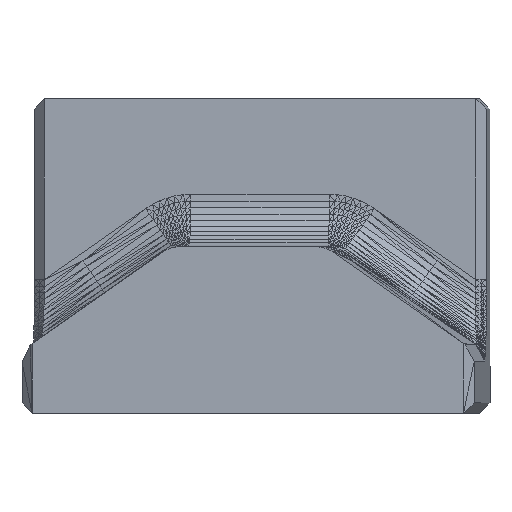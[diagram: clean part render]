
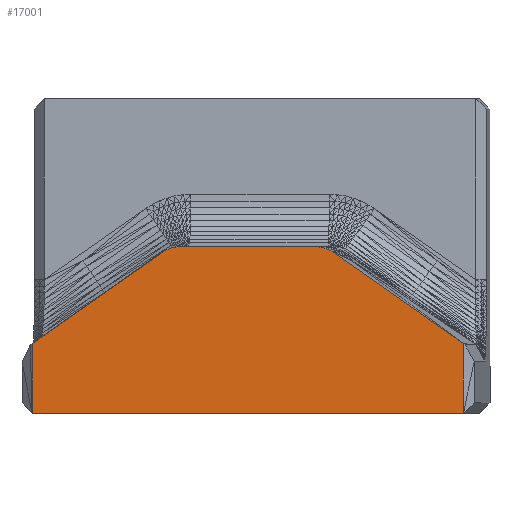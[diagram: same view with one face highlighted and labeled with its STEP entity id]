
A CAD part, left-side view. The second image highlights one B-rep face of the part: STEP entity #17001.
In plain terms, the highlighted planar face has unit normal (-0.999, 0.036, 0).
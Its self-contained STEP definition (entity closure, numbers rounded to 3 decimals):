
#32=FACE_OUTER_BOUND('',#1485,.T.);
#1485=EDGE_LOOP('',(#10865,#10866,#10867,#10868,#10869,#10870,#10871,#10872,
#10873,#10874,#10875,#10876,#10877,#10878));
#2947=LINE('',#25206,#5285);
#2948=LINE('',#25209,#5286);
#2949=LINE('',#25211,#5287);
#2950=LINE('',#25213,#5288);
#2951=LINE('',#25215,#5289);
#2952=LINE('',#25217,#5290);
#2953=LINE('',#25219,#5291);
#2954=LINE('',#25221,#5292);
#2955=LINE('',#25223,#5293);
#2956=LINE('',#25225,#5294);
#2957=LINE('',#25227,#5295);
#2958=LINE('',#25229,#5296);
#2959=LINE('',#25231,#5297);
#2960=LINE('',#25232,#5298);
#5285=VECTOR('',#19940,10.);
#5286=VECTOR('',#19943,10.);
#5287=VECTOR('',#19944,10.);
#5288=VECTOR('',#19945,10.);
#5289=VECTOR('',#19946,10.);
#5290=VECTOR('',#19947,10.);
#5291=VECTOR('',#19948,10.);
#5292=VECTOR('',#19949,10.);
#5293=VECTOR('',#19950,10.);
#5294=VECTOR('',#19951,10.);
#5295=VECTOR('',#19952,10.);
#5296=VECTOR('',#19953,10.);
#5297=VECTOR('',#19954,10.);
#5298=VECTOR('',#19955,10.);
#7620=VERTEX_POINT('',#25200);
#7622=VERTEX_POINT('',#25204);
#7623=VERTEX_POINT('',#25208);
#7624=VERTEX_POINT('',#25210);
#7625=VERTEX_POINT('',#25212);
#7626=VERTEX_POINT('',#25214);
#7627=VERTEX_POINT('',#25216);
#7628=VERTEX_POINT('',#25218);
#7629=VERTEX_POINT('',#25220);
#7630=VERTEX_POINT('',#25222);
#7631=VERTEX_POINT('',#25224);
#7632=VERTEX_POINT('',#25226);
#7633=VERTEX_POINT('',#25228);
#7634=VERTEX_POINT('',#25230);
#8518=EDGE_CURVE('',#7620,#7622,#2947,.T.);
#8519=EDGE_CURVE('',#7620,#7623,#2948,.T.);
#8520=EDGE_CURVE('',#7622,#7624,#2949,.T.);
#8521=EDGE_CURVE('',#7624,#7625,#2950,.T.);
#8522=EDGE_CURVE('',#7625,#7626,#2951,.T.);
#8523=EDGE_CURVE('',#7626,#7627,#2952,.T.);
#8524=EDGE_CURVE('',#7628,#7627,#2953,.T.);
#8525=EDGE_CURVE('',#7629,#7628,#2954,.T.);
#8526=EDGE_CURVE('',#7630,#7629,#2955,.T.);
#8527=EDGE_CURVE('',#7631,#7630,#2956,.T.);
#8528=EDGE_CURVE('',#7632,#7631,#2957,.T.);
#8529=EDGE_CURVE('',#7633,#7632,#2958,.T.);
#8530=EDGE_CURVE('',#7634,#7633,#2959,.T.);
#8531=EDGE_CURVE('',#7634,#7623,#2960,.T.);
#10865=ORIENTED_EDGE('',*,*,#8519,.F.);
#10866=ORIENTED_EDGE('',*,*,#8518,.T.);
#10867=ORIENTED_EDGE('',*,*,#8520,.T.);
#10868=ORIENTED_EDGE('',*,*,#8521,.T.);
#10869=ORIENTED_EDGE('',*,*,#8522,.T.);
#10870=ORIENTED_EDGE('',*,*,#8523,.T.);
#10871=ORIENTED_EDGE('',*,*,#8524,.F.);
#10872=ORIENTED_EDGE('',*,*,#8525,.F.);
#10873=ORIENTED_EDGE('',*,*,#8526,.F.);
#10874=ORIENTED_EDGE('',*,*,#8527,.F.);
#10875=ORIENTED_EDGE('',*,*,#8528,.F.);
#10876=ORIENTED_EDGE('',*,*,#8529,.F.);
#10877=ORIENTED_EDGE('',*,*,#8530,.F.);
#10878=ORIENTED_EDGE('',*,*,#8531,.T.);
#15551=PLANE('',#18468);
#17001=ADVANCED_FACE('',(#32),#15551,.T.);
#18468=AXIS2_PLACEMENT_3D('',#25207,#19941,#19942);
#19940=DIRECTION('',(0.03,0.819,0.574));
#19941=DIRECTION('center_axis',(-0.999,0.036,0.));
#19942=DIRECTION('ref_axis',(-0.036,-0.999,0.));
#19943=DIRECTION('',(0.,0.,-1.));
#19944=DIRECTION('',(0.031,0.86,0.509));
#19945=DIRECTION('',(0.034,0.927,0.373));
#19946=DIRECTION('',(0.035,0.973,0.227));
#19947=DIRECTION('',(0.036,0.996,0.076));
#19948=DIRECTION('',(-0.036,-0.999,0.));
#19949=DIRECTION('',(-0.036,-0.996,0.076));
#19950=DIRECTION('',(-0.035,-0.973,0.227));
#19951=DIRECTION('',(-0.034,-0.927,0.373));
#19952=DIRECTION('',(-0.031,-0.86,0.509));
#19953=DIRECTION('',(-0.03,-0.819,0.574));
#19954=DIRECTION('',(0.,0.,1.));
#19955=DIRECTION('',(-0.036,-0.999,0.));
#25200=CARTESIAN_POINT('',(-10.897,-6.535,2.662));
#25204=CARTESIAN_POINT('',(-10.715,-1.53,6.169));
#25206=CARTESIAN_POINT('',(-10.897,-6.535,2.662));
#25207=CARTESIAN_POINT('Origin',(-10.489,4.683,0.));
#25208=CARTESIAN_POINT('',(-10.897,-6.535,0.));
#25209=CARTESIAN_POINT('',(-10.897,-6.535,1.306));
#25210=CARTESIAN_POINT('',(-10.71,-1.399,6.246));
#25211=CARTESIAN_POINT('',(-10.715,-1.53,6.169));
#25212=CARTESIAN_POINT('',(-10.705,-1.257,6.303));
#25213=CARTESIAN_POINT('',(-10.71,-1.399,6.246));
#25214=CARTESIAN_POINT('',(-10.7,-1.109,6.338));
#25215=CARTESIAN_POINT('',(-10.705,-1.257,6.303));
#25216=CARTESIAN_POINT('',(-10.694,-0.957,6.349));
#25217=CARTESIAN_POINT('',(-10.7,-1.109,6.338));
#25218=CARTESIAN_POINT('',(-10.502,4.327,6.349));
#25219=CARTESIAN_POINT('',(-10.502,4.327,6.349));
#25220=CARTESIAN_POINT('',(-10.496,4.479,6.338));
#25221=CARTESIAN_POINT('',(-10.496,4.479,6.338));
#25222=CARTESIAN_POINT('',(-10.491,4.627,6.303));
#25223=CARTESIAN_POINT('',(-10.491,4.627,6.303));
#25224=CARTESIAN_POINT('',(-10.486,4.768,6.246));
#25225=CARTESIAN_POINT('',(-10.486,4.768,6.246));
#25226=CARTESIAN_POINT('',(-10.481,4.9,6.169));
#25227=CARTESIAN_POINT('',(-10.481,4.9,6.169));
#25228=CARTESIAN_POINT('',(-10.298,9.905,2.662));
#25229=CARTESIAN_POINT('',(-10.298,9.905,2.662));
#25230=CARTESIAN_POINT('',(-10.298,9.905,0.));
#25231=CARTESIAN_POINT('',(-10.298,9.905,0.));
#25232=CARTESIAN_POINT('',(-10.707,-1.313,0.));
